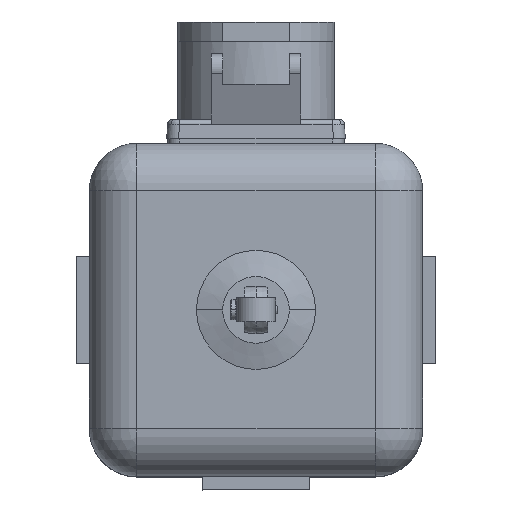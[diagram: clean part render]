
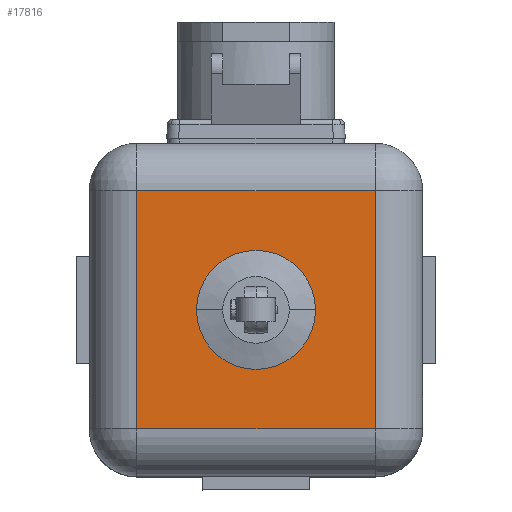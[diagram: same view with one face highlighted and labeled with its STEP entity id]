
A CAD part, top view. The second image highlights one B-rep face of the part: STEP entity #17816.
In plain terms, the highlighted face is planar.
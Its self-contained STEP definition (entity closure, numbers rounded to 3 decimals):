
#2282 = VERTEX_POINT ( 'NONE', #7556 ) ;
#2596 = CARTESIAN_POINT ( 'NONE',  ( -50., -50., -20. ) ) ;
#6001 = LINE ( 'NONE', #14873, #21948 ) ;
#7294 = VERTEX_POINT ( 'NONE', #25899 ) ;
#7339 = CARTESIAN_POINT ( 'NONE',  ( -50., -50., -20. ) ) ;
#7556 = CARTESIAN_POINT ( 'NONE',  ( 50., -50., -20. ) ) ;
#7920 = DIRECTION ( 'NONE',  ( 0., -1., 0. ) ) ;
#8946 = CARTESIAN_POINT ( 'NONE',  ( 50., 50., -20. ) ) ;
#9347 = ORIENTED_EDGE ( 'NONE', *, *, #27899, .T. ) ;
#9505 = DIRECTION ( 'NONE',  ( -1., 0., 0. ) ) ;
#11323 = ORIENTED_EDGE ( 'NONE', *, *, #27364, .T. ) ;
#11743 = VECTOR ( 'NONE', #7920, 1000. ) ;
#11771 = DIRECTION ( 'NONE',  ( 1., 0., 0. ) ) ;
#12378 = CARTESIAN_POINT ( 'NONE',  ( -50., 50., -20. ) ) ;
#13567 = AXIS2_PLACEMENT_3D ( 'NONE', #18270, #24794, #11771 ) ;
#13891 = PLANE ( 'NONE',  #13567 ) ;
#14817 = VECTOR ( 'NONE', #9505, 1000. ) ;
#14873 = CARTESIAN_POINT ( 'NONE',  ( 50., 50., -20. ) ) ;
#17068 = DIRECTION ( 'NONE',  ( 1., 0., 0. ) ) ;
#17816 = ADVANCED_FACE ( 'NONE', ( #19984 ), #13891, .F. ) ;
#18239 = LINE ( 'NONE', #18959, #11743 ) ;
#18270 = CARTESIAN_POINT ( 'NONE',  ( -50., 50., -20. ) ) ;
#18959 = CARTESIAN_POINT ( 'NONE',  ( 50., -50., -20. ) ) ;
#19689 = ORIENTED_EDGE ( 'NONE', *, *, #23191, .T. ) ;
#19984 = FACE_OUTER_BOUND ( 'NONE', #24985, .T. ) ;
#21367 = LINE ( 'NONE', #12378, #25768 ) ;
#21948 = VECTOR ( 'NONE', #17068, 1000. ) ;
#23191 = EDGE_CURVE ( 'NONE', #2282, #26070, #27048, .T. ) ;
#24668 = ORIENTED_EDGE ( 'NONE', *, *, #24857, .T. ) ;
#24794 = DIRECTION ( 'NONE',  ( 0., 0., 1. ) ) ;
#24857 = EDGE_CURVE ( 'NONE', #26070, #7294, #21367, .T. ) ;
#24985 = EDGE_LOOP ( 'NONE', ( #11323, #9347, #19689, #24668 ) ) ;
#25768 = VECTOR ( 'NONE', #27593, 1000. ) ;
#25899 = CARTESIAN_POINT ( 'NONE',  ( -50., 50., -20. ) ) ;
#26070 = VERTEX_POINT ( 'NONE', #2596 ) ;
#27048 = LINE ( 'NONE', #7339, #14817 ) ;
#27364 = EDGE_CURVE ( 'NONE', #7294, #28069, #6001, .T. ) ;
#27593 = DIRECTION ( 'NONE',  ( 0., 1., 0. ) ) ;
#27899 = EDGE_CURVE ( 'NONE', #28069, #2282, #18239, .T. ) ;
#28069 = VERTEX_POINT ( 'NONE', #8946 ) ;
